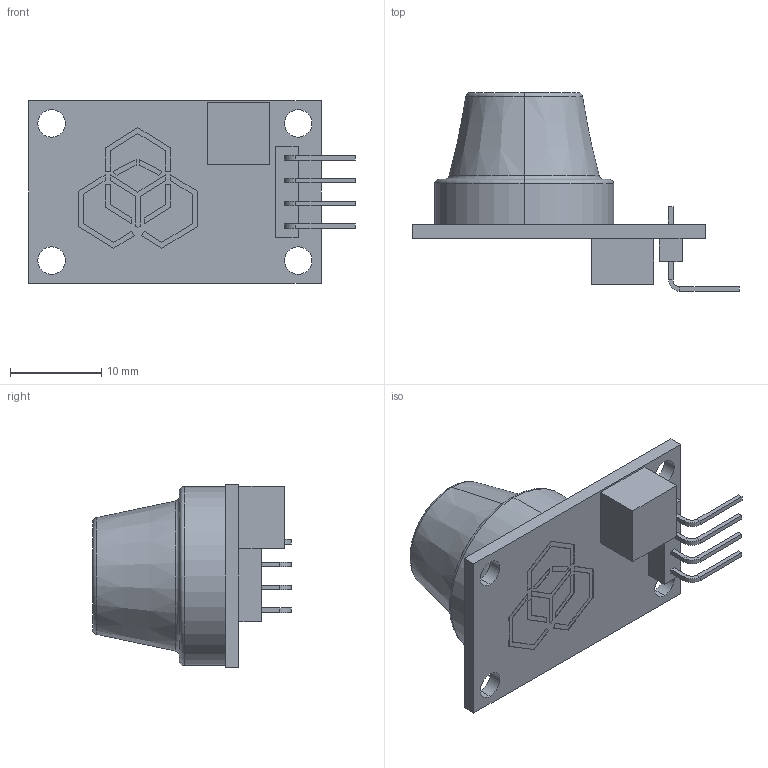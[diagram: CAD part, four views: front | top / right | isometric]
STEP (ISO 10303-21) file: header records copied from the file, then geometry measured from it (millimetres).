
FILE_DESCRIPTION (( 'STEP AP214' ), '1' );
FILE_NAME ('Äàò÷èê ãàçà MQ2 (äûì).STEP', '2015-09-27T15:18:47', ( '' ), ( '' ), 'SwSTEP 2.0', 'SolidWorks 2015', '' );
FILE_SCHEMA (( 'AUTOMOTIVE_DESIGN' ));
Length unit declared in the file: millimetre
Products named in the file (1): Äàò÷èê ãàçà MQ2 (äûì)
Bounding box: 35.75 x 21.75 x 20 mm (x, y, z)
Volume: 4327.7 mm3; surface area: 2518.8 mm2
Topology: 7 solids, 7 shells, 184 faces, 430 edges, 274 vertices
Faces by surface type: plane 158, cylinder 18, torus 6, cone 2
Entity records: 7270 total; most frequent: CARTESIAN_POINT 889, ORIENTED_EDGE 860, DIRECTION 852, EDGE_CURVE 430, VECTOR 378, LINE 378, VERTEX_POINT 274, AXIS2_PLACEMENT_3D 237
